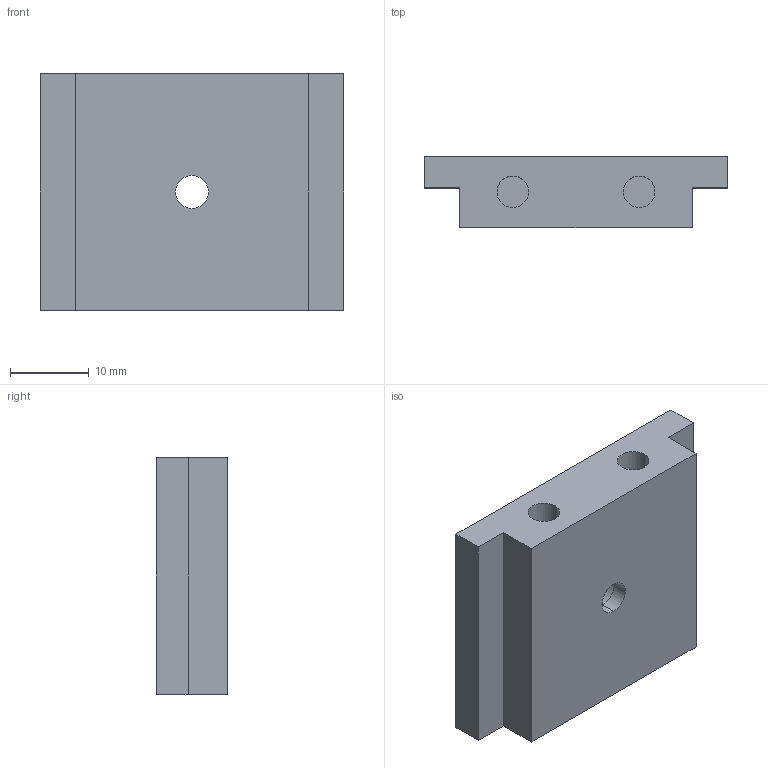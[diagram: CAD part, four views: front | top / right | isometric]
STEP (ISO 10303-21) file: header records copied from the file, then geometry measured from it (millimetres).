
FILE_DESCRIPTION (( 'STEP AP214' ), '1' );
FILE_NAME ('pulley carrier output side.STEP', '2024-03-01T15:47:34', ( '' ), ( '' ), 'SwSTEP 2.0', 'SolidWorks 2024', '' );
FILE_SCHEMA (( 'AUTOMOTIVE_DESIGN' ));
Length unit declared in the file: millimetre
Products named in the file (1): pulley carrier output side
Bounding box: 38.5 x 9 x 30 mm (x, y, z)
Volume: 8538.4 mm3; surface area: 3840.9 mm2
Topology: 1 solids, 1 shells, 24 faces, 54 edges, 36 vertices
Faces by surface type: plane 14, cylinder 10
Entity records: 705 total; most frequent: DIRECTION 124, CARTESIAN_POINT 115, ORIENTED_EDGE 108, EDGE_CURVE 54, AXIS2_PLACEMENT_3D 45, VERTEX_POINT 36, LINE 34, VECTOR 34
